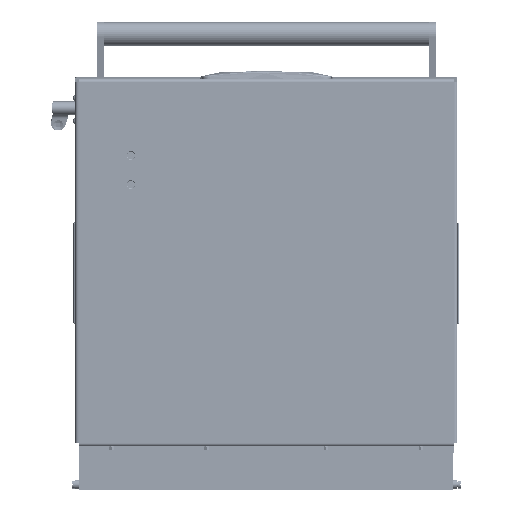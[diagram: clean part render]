
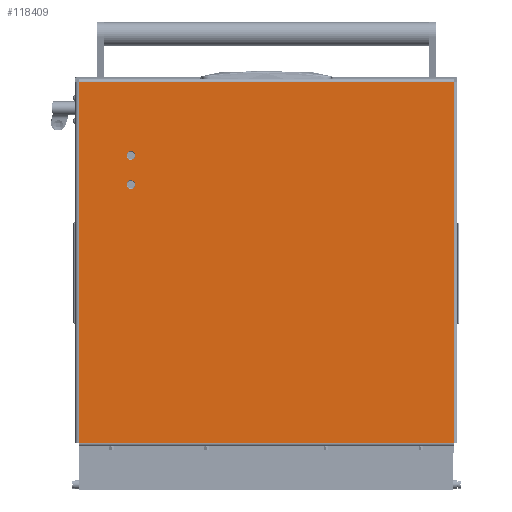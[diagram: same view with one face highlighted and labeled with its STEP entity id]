
A CAD part, front view. The second image highlights one B-rep face of the part: STEP entity #118409.
In plain terms, the highlighted face is planar.
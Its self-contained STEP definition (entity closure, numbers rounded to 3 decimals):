
#1971 = ORIENTED_EDGE ( 'NONE', *, *, #135123, .F. ) ;
#2103 = AXIS2_PLACEMENT_3D ( 'NONE', #84511, #82994, #130760 ) ;
#2234 = DIRECTION ( 'NONE',  ( 0., 0., -1. ) ) ;
#2391 = VERTEX_POINT ( 'NONE', #127591 ) ;
#4386 = DIRECTION ( 'NONE',  ( 0., 0., -1. ) ) ;
#11811 = CARTESIAN_POINT ( 'NONE',  ( 2., 0., 0. ) ) ;
#12599 = LINE ( 'NONE', #33084, #98835 ) ;
#18240 = EDGE_LOOP ( 'NONE', ( #1971, #75000 ) ) ;
#18519 = VECTOR ( 'NONE', #73064, 1000. ) ;
#19029 = CARTESIAN_POINT ( 'NONE',  ( 95.2, 389., 0. ) ) ;
#19780 = DIRECTION ( 'NONE',  ( 0., 0., -1. ) ) ;
#22539 = VERTEX_POINT ( 'NONE', #141126 ) ;
#23146 = DIRECTION ( 'NONE',  ( 0., 1., 0. ) ) ;
#26363 = EDGE_CURVE ( 'NONE', #130493, #37549, #137577, .T. ) ;
#26783 = LINE ( 'NONE', #51380, #140428 ) ;
#29578 = CARTESIAN_POINT ( 'NONE',  ( 125., 389., 0. ) ) ;
#32811 = FACE_BOUND ( 'NONE', #66446, .T. ) ;
#33084 = CARTESIAN_POINT ( 'NONE',  ( 436., 452., 0. ) ) ;
#36048 = VERTEX_POINT ( 'NONE', #122337 ) ;
#37549 = VERTEX_POINT ( 'NONE', #59363 ) ;
#40160 = FACE_BOUND ( 'NONE', #18240, .T. ) ;
#41352 = ORIENTED_EDGE ( 'NONE', *, *, #57285, .T. ) ;
#44987 = CIRCLE ( 'NONE', #126633, 5.2 ) ;
#51380 = CARTESIAN_POINT ( 'NONE',  ( 436., 0., 0. ) ) ;
#57285 = EDGE_CURVE ( 'NONE', #2391, #104152, #26783, .T. ) ;
#58304 = DIRECTION ( 'NONE',  ( 0., 0., -1. ) ) ;
#59183 = EDGE_LOOP ( 'NONE', ( #41352, #81384, #71017, #59425 ) ) ;
#59363 = CARTESIAN_POINT ( 'NONE',  ( 84.8, 389., 0. ) ) ;
#59425 = ORIENTED_EDGE ( 'NONE', *, *, #112020, .T. ) ;
#60267 = CARTESIAN_POINT ( 'NONE',  ( 0., 452., 0. ) ) ;
#62912 = CARTESIAN_POINT ( 'NONE',  ( 2., 0., 0. ) ) ;
#63336 = EDGE_CURVE ( 'NONE', #22539, #64355, #44987, .T. ) ;
#64355 = VERTEX_POINT ( 'NONE', #118809 ) ;
#66446 = EDGE_LOOP ( 'NONE', ( #84450, #79591 ) ) ;
#71017 = ORIENTED_EDGE ( 'NONE', *, *, #117213, .F. ) ;
#73064 = DIRECTION ( 'NONE',  ( -1., 0., 0. ) ) ;
#75000 = ORIENTED_EDGE ( 'NONE', *, *, #26363, .F. ) ;
#79591 = ORIENTED_EDGE ( 'NONE', *, *, #92341, .F. ) ;
#81384 = ORIENTED_EDGE ( 'NONE', *, *, #147533, .T. ) ;
#81769 = CARTESIAN_POINT ( 'NONE',  ( 90., 389., 0. ) ) ;
#82994 = DIRECTION ( 'NONE',  ( 0., 0., -1. ) ) ;
#84450 = ORIENTED_EDGE ( 'NONE', *, *, #63336, .F. ) ;
#84511 = CARTESIAN_POINT ( 'NONE',  ( 90., 389., 0. ) ) ;
#86631 = DIRECTION ( 'NONE',  ( -1., 0., 0. ) ) ;
#91714 = VECTOR ( 'NONE', #23146, 1000. ) ;
#92341 = EDGE_CURVE ( 'NONE', #64355, #22539, #120522, .T. ) ;
#97598 = DIRECTION ( 'NONE',  ( -1., 0., 0. ) ) ;
#98835 = VECTOR ( 'NONE', #104826, 1000. ) ;
#102550 = FACE_OUTER_BOUND ( 'NONE', #59183, .T. ) ;
#104152 = VERTEX_POINT ( 'NONE', #62912 ) ;
#104826 = DIRECTION ( 'NONE',  ( 0., -1., 0. ) ) ;
#108445 = LINE ( 'NONE', #121739, #18519 ) ;
#112020 = EDGE_CURVE ( 'NONE', #36048, #2391, #12599, .T. ) ;
#116197 = DIRECTION ( 'NONE',  ( -1., 0., 0. ) ) ;
#117213 = EDGE_CURVE ( 'NONE', #36048, #118956, #108445, .T. ) ;
#118304 = AXIS2_PLACEMENT_3D ( 'NONE', #60267, #2234, #97598 ) ;
#118409 = ADVANCED_FACE ( 'NONE', ( #40160, #32811, #102550 ), #132503, .T. ) ;
#118809 = CARTESIAN_POINT ( 'NONE',  ( 130.2, 389., 0. ) ) ;
#118956 = VERTEX_POINT ( 'NONE', #140850 ) ;
#120522 = CIRCLE ( 'NONE', #124401, 5.2 ) ;
#121739 = CARTESIAN_POINT ( 'NONE',  ( 0., 452., 0. ) ) ;
#122337 = CARTESIAN_POINT ( 'NONE',  ( 436., 452., 0. ) ) ;
#122869 = DIRECTION ( 'NONE',  ( -1., 0., 0. ) ) ;
#124401 = AXIS2_PLACEMENT_3D ( 'NONE', #135139, #19780, #147442 ) ;
#126633 = AXIS2_PLACEMENT_3D ( 'NONE', #29578, #4386, #122869 ) ;
#127591 = CARTESIAN_POINT ( 'NONE',  ( 436., 0., 0. ) ) ;
#130493 = VERTEX_POINT ( 'NONE', #19029 ) ;
#130760 = DIRECTION ( 'NONE',  ( -1., 0., 0. ) ) ;
#132503 = PLANE ( 'NONE',  #118304 ) ;
#132847 = AXIS2_PLACEMENT_3D ( 'NONE', #81769, #58304, #116197 ) ;
#135123 = EDGE_CURVE ( 'NONE', #37549, #130493, #150678, .T. ) ;
#135139 = CARTESIAN_POINT ( 'NONE',  ( 125., 389., 0. ) ) ;
#137577 = CIRCLE ( 'NONE', #132847, 5.2 ) ;
#140428 = VECTOR ( 'NONE', #86631, 1000. ) ;
#140850 = CARTESIAN_POINT ( 'NONE',  ( 2., 452., 0. ) ) ;
#141126 = CARTESIAN_POINT ( 'NONE',  ( 119.8, 389., 0. ) ) ;
#141149 = LINE ( 'NONE', #11811, #91714 ) ;
#147442 = DIRECTION ( 'NONE',  ( -1., 0., 0. ) ) ;
#147533 = EDGE_CURVE ( 'NONE', #104152, #118956, #141149, .T. ) ;
#150678 = CIRCLE ( 'NONE', #2103, 5.2 ) ;
